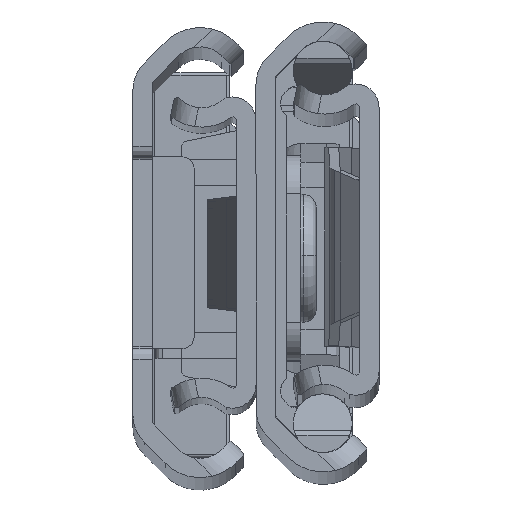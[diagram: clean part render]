
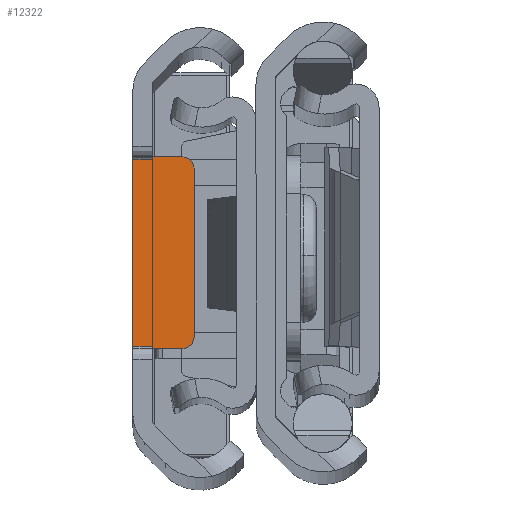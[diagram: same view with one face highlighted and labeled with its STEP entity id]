
A CAD part, top view. The second image highlights one B-rep face of the part: STEP entity #12322.
In plain terms, the highlighted planar face has unit normal (0, 0, 1).
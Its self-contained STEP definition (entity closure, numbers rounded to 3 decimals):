
#688 = CARTESIAN_POINT ( 'NONE',  ( -1.5, 7.5, -4. ) ) ;
#743 = PLANE ( 'NONE',  #20281 ) ;
#1587 = VECTOR ( 'NONE', #16023, 1000. ) ;
#1962 = VERTEX_POINT ( 'NONE', #19352 ) ;
#2168 = VECTOR ( 'NONE', #4752, 1000. ) ;
#2336 = VERTEX_POINT ( 'NONE', #18064 ) ;
#2459 = VERTEX_POINT ( 'NONE', #16915 ) ;
#2705 = LINE ( 'NONE', #4052, #5077 ) ;
#2830 = DIRECTION ( 'NONE',  ( -1., 0., 0. ) ) ;
#3385 = ORIENTED_EDGE ( 'NONE', *, *, #18456, .T. ) ;
#3512 = VERTEX_POINT ( 'NONE', #6438 ) ;
#4052 = CARTESIAN_POINT ( 'NONE',  ( -1.5, 7.5, -4. ) ) ;
#4640 = CARTESIAN_POINT ( 'NONE',  ( 3.3, 6.5, -4. ) ) ;
#4752 = DIRECTION ( 'NONE',  ( 1., 0., 0. ) ) ;
#5024 = DIRECTION ( 'NONE',  ( 0., 0., 1. ) ) ;
#5077 = VECTOR ( 'NONE', #16740, 1000. ) ;
#5084 = CARTESIAN_POINT ( 'NONE',  ( 2.3, -6.5, -4. ) ) ;
#5267 = AXIS2_PLACEMENT_3D ( 'NONE', #5084, #11204, #17680 ) ;
#5474 = CARTESIAN_POINT ( 'NONE',  ( -1.5, 7.5, -4. ) ) ;
#6438 = CARTESIAN_POINT ( 'NONE',  ( 2.3, -7.5, -4. ) ) ;
#6709 = CARTESIAN_POINT ( 'NONE',  ( -1.5, -7.5, -4. ) ) ;
#6915 = ORIENTED_EDGE ( 'NONE', *, *, #10403, .F. ) ;
#6972 = DIRECTION ( 'NONE',  ( 0., 1., 0. ) ) ;
#7526 = VERTEX_POINT ( 'NONE', #15379 ) ;
#7942 = DIRECTION ( 'NONE',  ( 0., 1., 0. ) ) ;
#8091 = LINE ( 'NONE', #19424, #1587 ) ;
#8665 = LINE ( 'NONE', #19474, #19630 ) ;
#8823 = CARTESIAN_POINT ( 'NONE',  ( -1.5, -7.5, -4. ) ) ;
#9410 = ORIENTED_EDGE ( 'NONE', *, *, #10641, .F. ) ;
#9941 = EDGE_CURVE ( 'NONE', #10956, #2336, #14559, .T. ) ;
#10201 = ORIENTED_EDGE ( 'NONE', *, *, #10905, .F. ) ;
#10333 = EDGE_CURVE ( 'NONE', #14177, #2459, #15686, .T. ) ;
#10403 = EDGE_CURVE ( 'NONE', #10956, #1962, #14813, .T. ) ;
#10641 = EDGE_CURVE ( 'NONE', #3512, #2336, #10998, .T. ) ;
#10754 = VECTOR ( 'NONE', #6972, 1000. ) ;
#10905 = EDGE_CURVE ( 'NONE', #1962, #14281, #2705, .T. ) ;
#10956 = VERTEX_POINT ( 'NONE', #8823 ) ;
#10998 = LINE ( 'NONE', #12443, #16933 ) ;
#11061 = ORIENTED_EDGE ( 'NONE', *, *, #9941, .T. ) ;
#11204 = DIRECTION ( 'NONE',  ( 0., 0., 1. ) ) ;
#11891 = FACE_OUTER_BOUND ( 'NONE', #13808, .T. ) ;
#12322 = ADVANCED_FACE ( 'NONE', ( #11891 ), #743, .F. ) ;
#12443 = CARTESIAN_POINT ( 'NONE',  ( 3.3, -7.5, -4. ) ) ;
#12633 = ORIENTED_EDGE ( 'NONE', *, *, #16777, .F. ) ;
#12747 = EDGE_CURVE ( 'NONE', #2459, #14281, #8665, .T. ) ;
#12890 = CARTESIAN_POINT ( 'NONE',  ( 2.3, 6.5, -4. ) ) ;
#13563 = ORIENTED_EDGE ( 'NONE', *, *, #10333, .T. ) ;
#13808 = EDGE_LOOP ( 'NONE', ( #12633, #13563, #16826, #10201, #6915, #11061, #9410, #3385 ) ) ;
#14177 = VERTEX_POINT ( 'NONE', #4640 ) ;
#14281 = VERTEX_POINT ( 'NONE', #19583 ) ;
#14387 = AXIS2_PLACEMENT_3D ( 'NONE', #12890, #5024, #7942 ) ;
#14559 = LINE ( 'NONE', #6709, #2168 ) ;
#14813 = LINE ( 'NONE', #688, #10754 ) ;
#15379 = CARTESIAN_POINT ( 'NONE',  ( 3.3, -6.5, -4. ) ) ;
#15686 = CIRCLE ( 'NONE', #14387, 1. ) ;
#16023 = DIRECTION ( 'NONE',  ( 0., -1., 0. ) ) ;
#16714 = DIRECTION ( 'NONE',  ( 0., 1., 0. ) ) ;
#16740 = DIRECTION ( 'NONE',  ( 1., 0., 0. ) ) ;
#16777 = EDGE_CURVE ( 'NONE', #14177, #7526, #8091, .T. ) ;
#16826 = ORIENTED_EDGE ( 'NONE', *, *, #12747, .T. ) ;
#16915 = CARTESIAN_POINT ( 'NONE',  ( 2.3, 7.5, -4. ) ) ;
#16933 = VECTOR ( 'NONE', #2830, 1000. ) ;
#17447 = CIRCLE ( 'NONE', #5267, 1. ) ;
#17680 = DIRECTION ( 'NONE',  ( 0., 1., 0. ) ) ;
#18064 = CARTESIAN_POINT ( 'NONE',  ( 0., -7.5, -4. ) ) ;
#18456 = EDGE_CURVE ( 'NONE', #3512, #7526, #17447, .T. ) ;
#19352 = CARTESIAN_POINT ( 'NONE',  ( -1.5, 7.5, -4. ) ) ;
#19424 = CARTESIAN_POINT ( 'NONE',  ( 3.3, -7.5, -4. ) ) ;
#19474 = CARTESIAN_POINT ( 'NONE',  ( 3.3, 7.5, -4. ) ) ;
#19576 = DIRECTION ( 'NONE',  ( -1., 0., 0. ) ) ;
#19583 = CARTESIAN_POINT ( 'NONE',  ( 0., 7.5, -4. ) ) ;
#19630 = VECTOR ( 'NONE', #19576, 1000. ) ;
#19711 = DIRECTION ( 'NONE',  ( 0., 0., -1. ) ) ;
#20281 = AXIS2_PLACEMENT_3D ( 'NONE', #5474, #19711, #16714 ) ;
